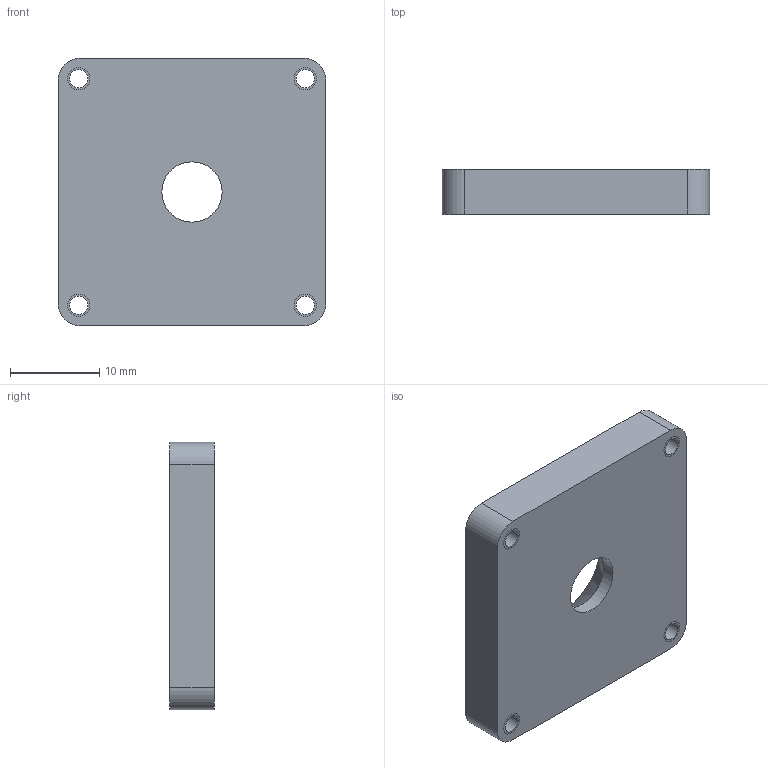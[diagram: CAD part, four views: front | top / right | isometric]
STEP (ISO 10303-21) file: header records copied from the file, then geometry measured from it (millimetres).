
FILE_DESCRIPTION((''),'2;1');
FILE_NAME('224389_ASM','2021-07-28T10:12:46',('PDMAdmin'),('BANNER ENGINEERING'),'CREO PARAMETRIC BY PTC INC, 2019292','CREO PARAMETRIC BY PTC INC, 2019292','');
FILE_SCHEMA(('CONFIG_CONTROL_DESIGN'));
Length unit declared in the file: millimetre
Products named in the file (2): 219075; 224389_ASM
Assembly tree (1 placements, depth 2):
  224389_ASM
    219075
Bounding box: 30 x 5 x 30 mm (x, y, z)
Volume: 4079 mm3; surface area: 2636.5 mm2
Topology: 1 solids, 5 shells, 30 faces, 82 edges, 54 vertices
Faces by surface type: cylinder 22, plane 6, cone 2
Entity records: 1064 total; most frequent: DIRECTION 198, CARTESIAN_POINT 171, ORIENTED_EDGE 148, EDGE_CURVE 82, AXIS2_PLACEMENT_3D 81, VERTEX_POINT 54, CIRCLE 46, EDGE_LOOP 40
